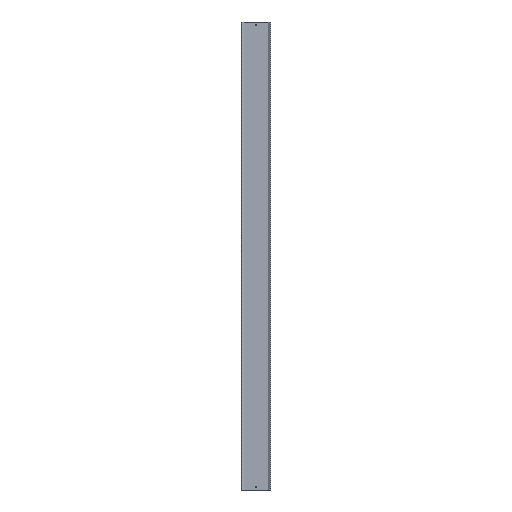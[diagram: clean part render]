
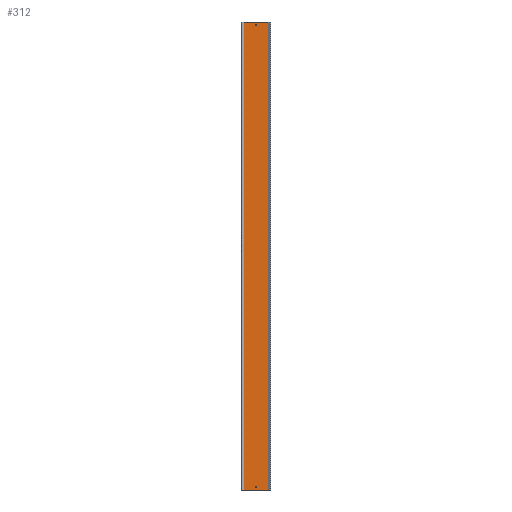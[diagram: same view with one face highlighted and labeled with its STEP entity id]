
A CAD part, front view. The second image highlights one B-rep face of the part: STEP entity #312.
In plain terms, the highlighted planar face has unit normal (0, -1, 0).
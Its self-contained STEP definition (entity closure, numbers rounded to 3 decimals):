
#18 = AXIS2_PLACEMENT_3D ( 'NONE', #114, #261, #498 ) ;
#20 = CIRCLE ( 'NONE', #366, 2.75 ) ;
#37 = ORIENTED_EDGE ( 'NONE', *, *, #526, .T. ) ;
#45 = VERTEX_POINT ( 'NONE', #515 ) ;
#56 = VERTEX_POINT ( 'NONE', #278 ) ;
#63 = AXIS2_PLACEMENT_3D ( 'NONE', #442, #353, #212 ) ;
#76 = VERTEX_POINT ( 'NONE', #358 ) ;
#91 = CARTESIAN_POINT ( 'NONE',  ( 0., -2., -1236. ) ) ;
#97 = VERTEX_POINT ( 'NONE', #409 ) ;
#100 = CARTESIAN_POINT ( 'NONE',  ( 0., -2., -1236. ) ) ;
#114 = CARTESIAN_POINT ( 'NONE',  ( 0., -2., 1236. ) ) ;
#118 = CIRCLE ( 'NONE', #501, 2.75 ) ;
#138 = EDGE_CURVE ( 'NONE', #56, #277, #20, .T. ) ;
#156 = CARTESIAN_POINT ( 'NONE',  ( 2.75, -2., -1236. ) ) ;
#174 = CARTESIAN_POINT ( 'NONE',  ( 69., -2., -1250. ) ) ;
#182 = ORIENTED_EDGE ( 'NONE', *, *, #395, .F. ) ;
#200 = DIRECTION ( 'NONE',  ( -1., 0., 0. ) ) ;
#210 = LINE ( 'NONE', #589, #352 ) ;
#212 = DIRECTION ( 'NONE',  ( -1., 0., 0. ) ) ;
#220 = EDGE_LOOP ( 'NONE', ( #273, #558 ) ) ;
#222 = DIRECTION ( 'NONE',  ( 0., 0., -1. ) ) ;
#228 = VERTEX_POINT ( 'NONE', #341 ) ;
#246 = VERTEX_POINT ( 'NONE', #531 ) ;
#248 = EDGE_LOOP ( 'NONE', ( #37, #351, #182, #369 ) ) ;
#250 = EDGE_CURVE ( 'NONE', #277, #56, #118, .T. ) ;
#261 = DIRECTION ( 'NONE',  ( 0., -1., 0. ) ) ;
#264 = LINE ( 'NONE', #174, #445 ) ;
#273 = ORIENTED_EDGE ( 'NONE', *, *, #138, .F. ) ;
#277 = VERTEX_POINT ( 'NONE', #156 ) ;
#278 = CARTESIAN_POINT ( 'NONE',  ( -2.75, -2., -1236. ) ) ;
#282 = EDGE_CURVE ( 'NONE', #97, #310, #472, .T. ) ;
#304 = CARTESIAN_POINT ( 'NONE',  ( -66.817, -2., 1250. ) ) ;
#310 = VERTEX_POINT ( 'NONE', #450 ) ;
#312 = ADVANCED_FACE ( 'NONE', ( #587, #535, #540 ), #401, .F. ) ;
#313 = LINE ( 'NONE', #370, #323 ) ;
#323 = VECTOR ( 'NONE', #222, 1000. ) ;
#329 = EDGE_LOOP ( 'NONE', ( #521, #477 ) ) ;
#341 = CARTESIAN_POINT ( 'NONE',  ( -66.817, -2., 1250. ) ) ;
#351 = ORIENTED_EDGE ( 'NONE', *, *, #470, .F. ) ;
#352 = VECTOR ( 'NONE', #496, 1000. ) ;
#353 = DIRECTION ( 'NONE',  ( 0., 1., 0. ) ) ;
#355 = EDGE_CURVE ( 'NONE', #228, #45, #449, .T. ) ;
#358 = CARTESIAN_POINT ( 'NONE',  ( 66.817, -2., 1250. ) ) ;
#366 = AXIS2_PLACEMENT_3D ( 'NONE', #91, #581, #200 ) ;
#369 = ORIENTED_EDGE ( 'NONE', *, *, #355, .T. ) ;
#370 = CARTESIAN_POINT ( 'NONE',  ( 66.817, -2., 1250. ) ) ;
#395 = EDGE_CURVE ( 'NONE', #228, #76, #210, .T. ) ;
#401 = PLANE ( 'NONE',  #63 ) ;
#405 = DIRECTION ( 'NONE',  ( 1., 0., 0. ) ) ;
#407 = CARTESIAN_POINT ( 'NONE',  ( 0., -2., 1236. ) ) ;
#409 = CARTESIAN_POINT ( 'NONE',  ( -2.75, -2., 1236. ) ) ;
#442 = CARTESIAN_POINT ( 'NONE',  ( 69., -2., 1250. ) ) ;
#443 = DIRECTION ( 'NONE',  ( -1., 0., 0. ) ) ;
#445 = VECTOR ( 'NONE', #405, 1000. ) ;
#449 = LINE ( 'NONE', #304, #524 ) ;
#450 = CARTESIAN_POINT ( 'NONE',  ( 2.75, -2., 1236. ) ) ;
#470 = EDGE_CURVE ( 'NONE', #76, #246, #313, .T. ) ;
#472 = CIRCLE ( 'NONE', #18, 2.75 ) ;
#474 = CIRCLE ( 'NONE', #552, 2.75 ) ;
#477 = ORIENTED_EDGE ( 'NONE', *, *, #519, .F. ) ;
#483 = DIRECTION ( 'NONE',  ( 0., -1., 0. ) ) ;
#489 = DIRECTION ( 'NONE',  ( 0., 0., -1. ) ) ;
#496 = DIRECTION ( 'NONE',  ( 1., 0., 0. ) ) ;
#498 = DIRECTION ( 'NONE',  ( -1., 0., 0. ) ) ;
#501 = AXIS2_PLACEMENT_3D ( 'NONE', #100, #483, #443 ) ;
#515 = CARTESIAN_POINT ( 'NONE',  ( -66.817, -2., -1250. ) ) ;
#519 = EDGE_CURVE ( 'NONE', #310, #97, #474, .T. ) ;
#521 = ORIENTED_EDGE ( 'NONE', *, *, #282, .F. ) ;
#524 = VECTOR ( 'NONE', #489, 1000. ) ;
#526 = EDGE_CURVE ( 'NONE', #45, #246, #264, .T. ) ;
#531 = CARTESIAN_POINT ( 'NONE',  ( 66.817, -2., -1250. ) ) ;
#535 = FACE_BOUND ( 'NONE', #329, .T. ) ;
#540 = FACE_OUTER_BOUND ( 'NONE', #248, .T. ) ;
#552 = AXIS2_PLACEMENT_3D ( 'NONE', #407, #596, #557 ) ;
#557 = DIRECTION ( 'NONE',  ( -1., 0., 0. ) ) ;
#558 = ORIENTED_EDGE ( 'NONE', *, *, #250, .F. ) ;
#581 = DIRECTION ( 'NONE',  ( 0., -1., 0. ) ) ;
#587 = FACE_BOUND ( 'NONE', #220, .T. ) ;
#589 = CARTESIAN_POINT ( 'NONE',  ( 69., -2., 1250. ) ) ;
#596 = DIRECTION ( 'NONE',  ( 0., -1., 0. ) ) ;
